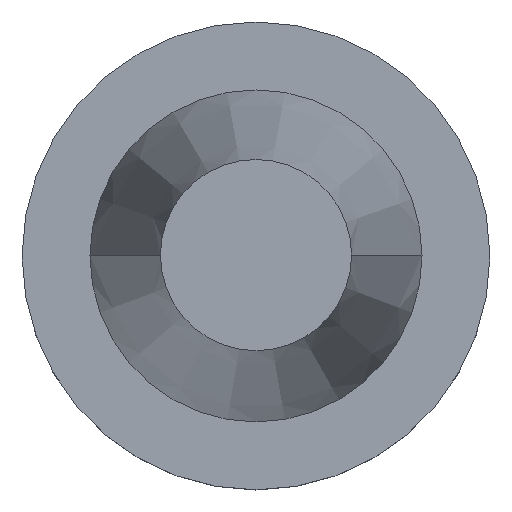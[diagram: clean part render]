
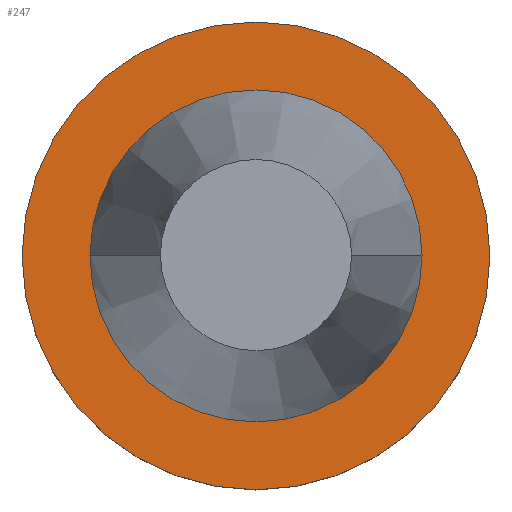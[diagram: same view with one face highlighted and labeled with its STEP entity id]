
A CAD part, top view. The second image highlights one B-rep face of the part: STEP entity #247.
In plain terms, the highlighted planar face has unit normal (0, 0, 1).
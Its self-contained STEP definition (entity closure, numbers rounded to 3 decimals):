
#5 = CARTESIAN_POINT ( 'NONE',  ( -49.215, 0., -1.5 ) ) ;
#13 = DIRECTION ( 'NONE',  ( 0., 0., 1. ) ) ;
#29 = DIRECTION ( 'NONE',  ( 1., 0., 0. ) ) ;
#85 = EDGE_CURVE ( 'NONE', #892, #151, #303, .T. ) ;
#103 = VERTEX_POINT ( 'NONE', #244 ) ;
#112 = ORIENTED_EDGE ( 'NONE', *, *, #85, .T. ) ;
#119 = FACE_OUTER_BOUND ( 'NONE', #871, .T. ) ;
#123 = DIRECTION ( 'NONE',  ( -1., 0., 0. ) ) ;
#143 = EDGE_CURVE ( 'NONE', #860, #103, #252, .T. ) ;
#146 = EDGE_LOOP ( 'NONE', ( #228, #1075 ) ) ;
#151 = VERTEX_POINT ( 'NONE', #5 ) ;
#160 = DIRECTION ( 'NONE',  ( 1., 0., 0. ) ) ;
#189 = DIRECTION ( 'NONE',  ( 0., 0., -1. ) ) ;
#194 = DIRECTION ( 'NONE',  ( 1., 0., 0. ) ) ;
#228 = ORIENTED_EDGE ( 'NONE', *, *, #687, .F. ) ;
#231 = AXIS2_PLACEMENT_3D ( 'NONE', #1033, #189, #123 ) ;
#244 = CARTESIAN_POINT ( 'NONE',  ( 34.925, 0., -1.5 ) ) ;
#247 = ADVANCED_FACE ( 'NONE', ( #851, #119 ), #601, .F. ) ;
#252 = CIRCLE ( 'NONE', #869, 34.925 ) ;
#271 = DIRECTION ( 'NONE',  ( 0., 0., 1. ) ) ;
#303 = CIRCLE ( 'NONE', #460, 49.215 ) ;
#306 = EDGE_CURVE ( 'NONE', #151, #892, #1060, .T. ) ;
#336 = CARTESIAN_POINT ( 'NONE',  ( 49.215, 0., -1.5 ) ) ;
#460 = AXIS2_PLACEMENT_3D ( 'NONE', #840, #584, #845 ) ;
#506 = AXIS2_PLACEMENT_3D ( 'NONE', #690, #271, #194 ) ;
#584 = DIRECTION ( 'NONE',  ( 0., 0., 1. ) ) ;
#601 = PLANE ( 'NONE',  #231 ) ;
#612 = CIRCLE ( 'NONE', #667, 34.925 ) ;
#667 = AXIS2_PLACEMENT_3D ( 'NONE', #873, #1054, #29 ) ;
#687 = EDGE_CURVE ( 'NONE', #103, #860, #612, .T. ) ;
#690 = CARTESIAN_POINT ( 'NONE',  ( 0., 0., -1.5 ) ) ;
#840 = CARTESIAN_POINT ( 'NONE',  ( 0., 0., -1.5 ) ) ;
#845 = DIRECTION ( 'NONE',  ( 1., 0., 0. ) ) ;
#851 = FACE_BOUND ( 'NONE', #146, .T. ) ;
#860 = VERTEX_POINT ( 'NONE', #1073 ) ;
#869 = AXIS2_PLACEMENT_3D ( 'NONE', #922, #13, #160 ) ;
#871 = EDGE_LOOP ( 'NONE', ( #112, #916 ) ) ;
#873 = CARTESIAN_POINT ( 'NONE',  ( 0., 0., -1.5 ) ) ;
#892 = VERTEX_POINT ( 'NONE', #336 ) ;
#916 = ORIENTED_EDGE ( 'NONE', *, *, #306, .T. ) ;
#922 = CARTESIAN_POINT ( 'NONE',  ( 0., 0., -1.5 ) ) ;
#1033 = CARTESIAN_POINT ( 'NONE',  ( 0., 49.215, -1.5 ) ) ;
#1054 = DIRECTION ( 'NONE',  ( 0., 0., 1. ) ) ;
#1060 = CIRCLE ( 'NONE', #506, 49.215 ) ;
#1073 = CARTESIAN_POINT ( 'NONE',  ( -34.925, 0., -1.5 ) ) ;
#1075 = ORIENTED_EDGE ( 'NONE', *, *, #143, .F. ) ;
